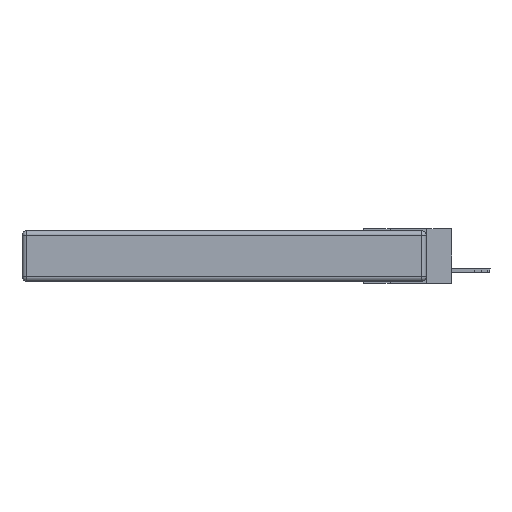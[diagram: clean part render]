
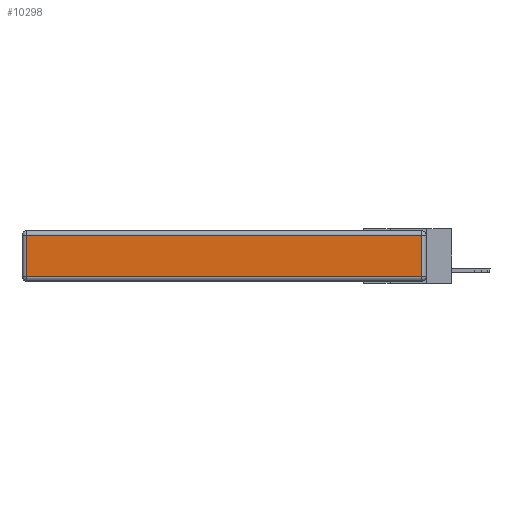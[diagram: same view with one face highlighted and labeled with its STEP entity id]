
A CAD part, left-side view. The second image highlights one B-rep face of the part: STEP entity #10298.
In plain terms, the highlighted planar face has unit normal (-1, 0, 0).
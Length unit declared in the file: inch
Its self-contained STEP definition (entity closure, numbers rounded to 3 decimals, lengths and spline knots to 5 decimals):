
#523 = VECTOR ( 'NONE', #10078, 39.37008 ) ;
#839 = LINE ( 'NONE', #7778, #11227 ) ;
#1063 = VERTEX_POINT ( 'NONE', #8891 ) ;
#1164 = CARTESIAN_POINT ( 'NONE',  ( 0., 0.03, -0.343 ) ) ;
#1305 = DIRECTION ( 'NONE',  ( -1., 0., 0. ) ) ;
#1354 = LINE ( 'NONE', #14226, #14119 ) ;
#1926 = DIRECTION ( 'NONE',  ( 0., 0., 1. ) ) ;
#2392 = EDGE_CURVE ( 'NONE', #13511, #11973, #2898, .T. ) ;
#2898 = LINE ( 'NONE', #5111, #523 ) ;
#3119 = EDGE_LOOP ( 'NONE', ( #5147, #3354, #12982, #11669 ) ) ;
#3354 = ORIENTED_EDGE ( 'NONE', *, *, #15864, .T. ) ;
#5111 = CARTESIAN_POINT ( 'NONE',  ( 0., 0., -0.313 ) ) ;
#5147 = ORIENTED_EDGE ( 'NONE', *, *, #2392, .T. ) ;
#6595 = EDGE_CURVE ( 'NONE', #1063, #13511, #839, .T. ) ;
#7068 = PLANE ( 'NONE',  #11532 ) ;
#7475 = DIRECTION ( 'NONE',  ( 0., 0., 1. ) ) ;
#7778 = CARTESIAN_POINT ( 'NONE',  ( 0., 2.72, -0.343 ) ) ;
#7867 = DIRECTION ( 'NONE',  ( 0., 1., 0. ) ) ;
#7950 = FACE_OUTER_BOUND ( 'NONE', #3119, .T. ) ;
#8376 = VECTOR ( 'NONE', #7475, 39.37008 ) ;
#8484 = CARTESIAN_POINT ( 'NONE',  ( 0., 2.72, -0.313 ) ) ;
#8891 = CARTESIAN_POINT ( 'NONE',  ( 0., 2.72, -0.03 ) ) ;
#9354 = CARTESIAN_POINT ( 'NONE',  ( 0., 0., -0.343 ) ) ;
#10078 = DIRECTION ( 'NONE',  ( 0., -1., 0. ) ) ;
#10151 = CARTESIAN_POINT ( 'NONE',  ( 0., 0.03, -0.03 ) ) ;
#10298 = ADVANCED_FACE ( 'NONE', ( #7950 ), #7068, .T. ) ;
#10887 = CARTESIAN_POINT ( 'NONE',  ( 0., 0.03, -0.313 ) ) ;
#11227 = VECTOR ( 'NONE', #13797, 39.37008 ) ;
#11532 = AXIS2_PLACEMENT_3D ( 'NONE', #9354, #1305, #1926 ) ;
#11669 = ORIENTED_EDGE ( 'NONE', *, *, #6595, .T. ) ;
#11973 = VERTEX_POINT ( 'NONE', #10887 ) ;
#12115 = LINE ( 'NONE', #1164, #8376 ) ;
#12982 = ORIENTED_EDGE ( 'NONE', *, *, #14383, .T. ) ;
#13511 = VERTEX_POINT ( 'NONE', #8484 ) ;
#13797 = DIRECTION ( 'NONE',  ( 0., 0., -1. ) ) ;
#14119 = VECTOR ( 'NONE', #7867, 39.37008 ) ;
#14226 = CARTESIAN_POINT ( 'NONE',  ( 0., 2.75, -0.03 ) ) ;
#14383 = EDGE_CURVE ( 'NONE', #15964, #1063, #1354, .T. ) ;
#15864 = EDGE_CURVE ( 'NONE', #11973, #15964, #12115, .T. ) ;
#15964 = VERTEX_POINT ( 'NONE', #10151 ) ;
